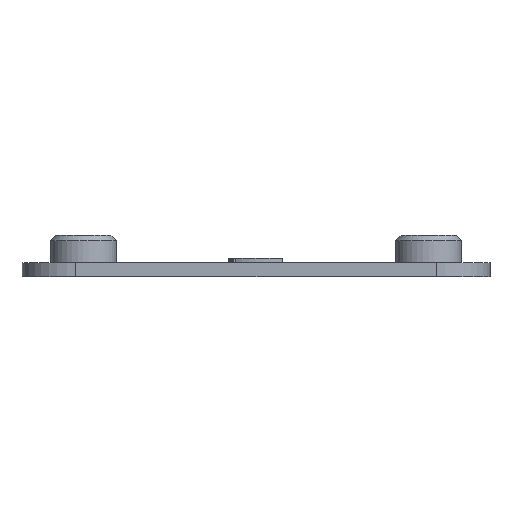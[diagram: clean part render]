
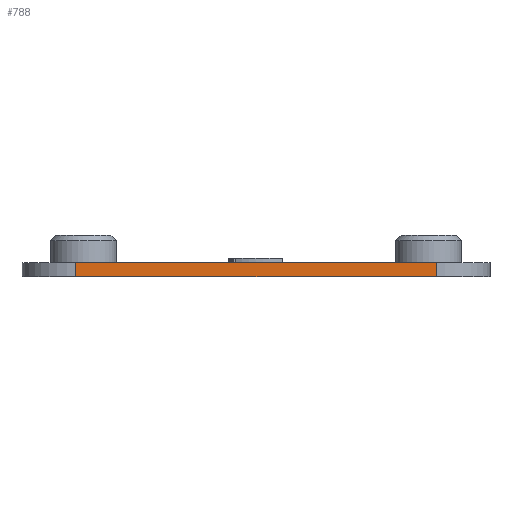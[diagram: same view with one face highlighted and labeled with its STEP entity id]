
A CAD part, left-side view. The second image highlights one B-rep face of the part: STEP entity #788.
In plain terms, the highlighted planar face has unit normal (-1, 0, 0).
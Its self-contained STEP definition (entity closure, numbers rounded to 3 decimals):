
#673=FACE_OUTER_BOUND('',#1228,.T.);
#788=ADVANCED_FACE('',(#673),#931,.T.);
#931=PLANE('',#3321);
#1228=EDGE_LOOP('',(#1534,#1535,#1536,#1537));
#1534=ORIENTED_EDGE('',*,*,#2426,.F.);
#1535=ORIENTED_EDGE('',*,*,#2425,.F.);
#1536=ORIENTED_EDGE('',*,*,#2355,.T.);
#1537=ORIENTED_EDGE('',*,*,#2427,.T.);
#2119=VERTEX_POINT('',#4285);
#2120=VERTEX_POINT('',#4287);
#2180=VERTEX_POINT('',#4467);
#2181=VERTEX_POINT('',#4471);
#2355=EDGE_CURVE('',#2120,#2119,#2684,.T.);
#2425=EDGE_CURVE('',#2120,#2180,#2729,.T.);
#2426=EDGE_CURVE('',#2180,#2181,#2730,.T.);
#2427=EDGE_CURVE('',#2119,#2181,#2731,.T.);
#2684=LINE('',#4286,#2947);
#2729=LINE('',#4468,#2992);
#2730=LINE('',#4470,#2993);
#2731=LINE('',#4472,#2994);
#2947=VECTOR('',#3549,1.);
#2992=VECTOR('',#3666,1.);
#2993=VECTOR('',#3669,1.);
#2994=VECTOR('',#3670,1.);
#3321=AXIS2_PLACEMENT_3D('',#4473,#3671,#3672);
#3549=DIRECTION('',(0.,1.,0.));
#3666=DIRECTION('',(0.,0.,-1.));
#3669=DIRECTION('',(0.,1.,0.));
#3670=DIRECTION('',(0.,0.,-1.));
#3671=DIRECTION('',(-1.,0.,0.));
#3672=DIRECTION('',(0.,0.,1.));
#4285=CARTESIAN_POINT('',(-56.5,16.7,1.3));
#4286=CARTESIAN_POINT('',(-56.5,-16.7,1.3));
#4287=CARTESIAN_POINT('',(-56.5,-16.7,1.3));
#4467=CARTESIAN_POINT('',(-56.5,-16.7,0.));
#4468=CARTESIAN_POINT('',(-56.5,-16.7,1.3));
#4470=CARTESIAN_POINT('',(-56.5,-16.7,0.));
#4471=CARTESIAN_POINT('',(-56.5,16.7,0.));
#4472=CARTESIAN_POINT('',(-56.5,16.7,1.3));
#4473=CARTESIAN_POINT('',(-56.5,-16.7,1.3));
